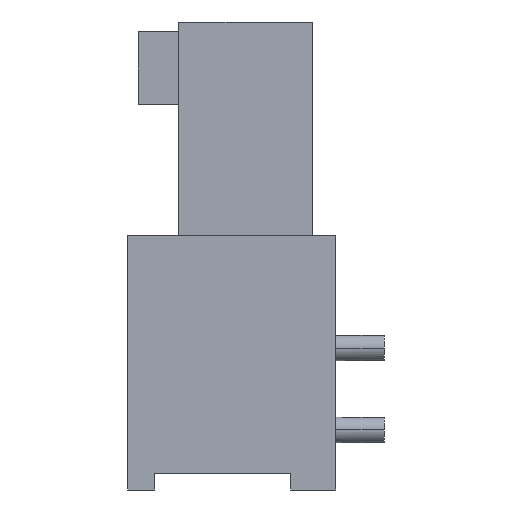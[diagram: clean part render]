
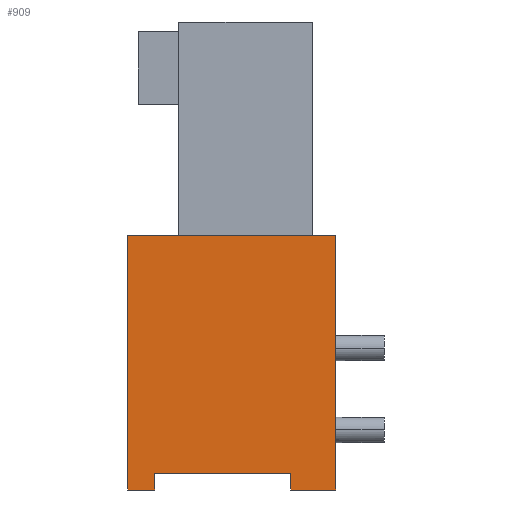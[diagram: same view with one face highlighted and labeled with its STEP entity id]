
A CAD part, left-side view. The second image highlights one B-rep face of the part: STEP entity #909.
In plain terms, the highlighted planar face has unit normal (-1, 0, 0).
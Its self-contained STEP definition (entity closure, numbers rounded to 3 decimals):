
#857=AXIS2_PLACEMENT_3D('Plane Axis2P3D',#854,#855,#856) ;
#49=CARTESIAN_POINT('Vertex',(0.,1.5,7.9)) ;
#52=CARTESIAN_POINT('Line Origine',(0.,1.5,3.95)) ;
#56=CARTESIAN_POINT('Vertex',(0.,1.5,0.)) ;
#169=CARTESIAN_POINT('Vertex',(0.,7.95,7.9)) ;
#172=CARTESIAN_POINT('Line Origine',(0.,4.725,7.9)) ;
#854=CARTESIAN_POINT('Axis2P3D Location',(0.,7.95,7.9)) ;
#859=CARTESIAN_POINT('Line Origine',(0.,7.11,0.25)) ;
#863=CARTESIAN_POINT('Vertex',(0.,7.11,0.5)) ;
#865=CARTESIAN_POINT('Vertex',(0.,7.11,0.)) ;
#868=CARTESIAN_POINT('Line Origine',(0.,5.001,0.5)) ;
#872=CARTESIAN_POINT('Vertex',(0.,2.893,0.5)) ;
#875=CARTESIAN_POINT('Line Origine',(0.,2.893,0.25)) ;
#879=CARTESIAN_POINT('Vertex',(0.,2.893,0.)) ;
#882=CARTESIAN_POINT('Line Origine',(0.,2.196,0.)) ;
#887=CARTESIAN_POINT('Line Origine',(0.,7.95,3.95)) ;
#891=CARTESIAN_POINT('Vertex',(0.,7.95,0.)) ;
#894=CARTESIAN_POINT('Line Origine',(0.,7.53,0.)) ;
#53=DIRECTION('Vector Direction',(0.,0.,-1.)) ;
#173=DIRECTION('Vector Direction',(0.,-1.,0.)) ;
#855=DIRECTION('Axis2P3D Direction',(1.,0.,0.)) ;
#856=DIRECTION('Axis2P3D XDirection',(0.,-1.,0.)) ;
#860=DIRECTION('Vector Direction',(0.,0.,-1.)) ;
#869=DIRECTION('Vector Direction',(0.,1.,0.)) ;
#876=DIRECTION('Vector Direction',(0.,0.,-1.)) ;
#883=DIRECTION('Vector Direction',(0.,-1.,0.)) ;
#888=DIRECTION('Vector Direction',(0.,0.,-1.)) ;
#895=DIRECTION('Vector Direction',(0.,-1.,0.)) ;
#54=VECTOR('Line Direction',#53,1.) ;
#174=VECTOR('Line Direction',#173,1.) ;
#861=VECTOR('Line Direction',#860,1.) ;
#870=VECTOR('Line Direction',#869,1.) ;
#877=VECTOR('Line Direction',#876,1.) ;
#884=VECTOR('Line Direction',#883,1.) ;
#889=VECTOR('Line Direction',#888,1.) ;
#896=VECTOR('Line Direction',#895,1.) ;
#900=ORIENTED_EDGE('',*,*,#867,.F.) ;
#901=ORIENTED_EDGE('',*,*,#874,.F.) ;
#902=ORIENTED_EDGE('',*,*,#881,.T.) ;
#903=ORIENTED_EDGE('',*,*,#886,.T.) ;
#904=ORIENTED_EDGE('',*,*,#58,.F.) ;
#905=ORIENTED_EDGE('',*,*,#176,.F.) ;
#906=ORIENTED_EDGE('',*,*,#893,.T.) ;
#907=ORIENTED_EDGE('',*,*,#898,.T.) ;
#909=ADVANCED_FACE('HOUSING',(#908),#858,.F.) ;
#58=EDGE_CURVE('',#50,#57,#55,.T.) ;
#176=EDGE_CURVE('',#170,#50,#175,.T.) ;
#867=EDGE_CURVE('',#864,#866,#862,.T.) ;
#874=EDGE_CURVE('',#873,#864,#871,.T.) ;
#881=EDGE_CURVE('',#873,#880,#878,.T.) ;
#886=EDGE_CURVE('',#880,#57,#885,.T.) ;
#893=EDGE_CURVE('',#170,#892,#890,.T.) ;
#898=EDGE_CURVE('',#892,#866,#897,.T.) ;
#899=EDGE_LOOP('',(#900,#901,#902,#903,#904,#905,#906,#907)) ;
#908=FACE_OUTER_BOUND('',#899,.T.) ;
#55=LINE('Line',#52,#54) ;
#175=LINE('Line',#172,#174) ;
#862=LINE('Line',#859,#861) ;
#871=LINE('Line',#868,#870) ;
#878=LINE('Line',#875,#877) ;
#885=LINE('Line',#882,#884) ;
#890=LINE('Line',#887,#889) ;
#897=LINE('Line',#894,#896) ;
#858=PLANE('',#857) ;
#50=VERTEX_POINT('',#49) ;
#57=VERTEX_POINT('',#56) ;
#170=VERTEX_POINT('',#169) ;
#864=VERTEX_POINT('',#863) ;
#866=VERTEX_POINT('',#865) ;
#873=VERTEX_POINT('',#872) ;
#880=VERTEX_POINT('',#879) ;
#892=VERTEX_POINT('',#891) ;
